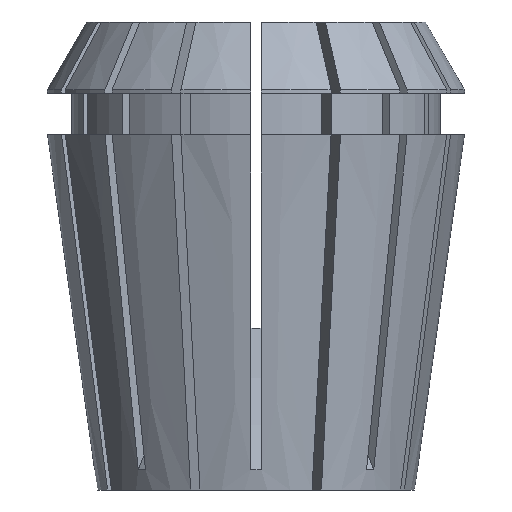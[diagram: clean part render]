
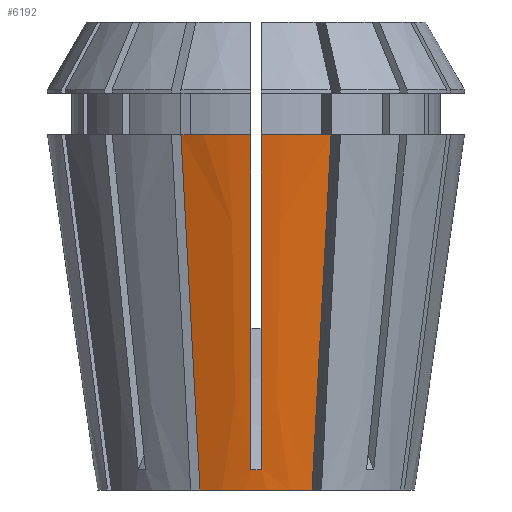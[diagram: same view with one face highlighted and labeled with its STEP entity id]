
A CAD part, left-side view. The second image highlights one B-rep face of the part: STEP entity #6192.
In plain terms, the highlighted conical face has half-angle 8 degrees and reference radius 15.595 mm.
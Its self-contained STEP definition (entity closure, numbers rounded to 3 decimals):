
#108 = DIRECTION ( 'NONE',  ( -1., 0., 0. ) ) ;
#174 = CARTESIAN_POINT ( 'NONE',  ( -16.191, 0.5, 4.29 ) ) ;
#226 = CIRCLE ( 'NONE', #2354, 20.5 ) ;
#231 = CARTESIAN_POINT ( 'NONE',  ( -18.83, 0.5, 23.065 ) ) ;
#251 = CARTESIAN_POINT ( 'NONE',  ( -15.87, 0.5, 2.01 ) ) ;
#266 = AXIS2_PLACEMENT_3D ( 'NONE', #4658, #746, #2730 ) ;
#270 = CARTESIAN_POINT ( 'NONE',  ( -15.87, 0.5, 2.01 ) ) ;
#734 = FACE_OUTER_BOUND ( 'NONE', #1293, .T. ) ;
#746 = DIRECTION ( 'NONE',  ( 0., 0., 1. ) ) ;
#794 = B_SPLINE_CURVE_WITH_KNOTS ( 'NONE', 3,
 ( #6268, #916, #2379, #4289 ),
 .UNSPECIFIED., .F., .F.,
 ( 4, 4 ),
 ( 0., 0.035 ),
 .UNSPECIFIED. ) ;
#829 = AXIS2_PLACEMENT_3D ( 'NONE', #1594, #4535, #108 ) ;
#916 = CARTESIAN_POINT ( 'NONE',  ( -17.615, 6.755, 23.267 ) ) ;
#977 = CIRCLE ( 'NONE', #829, 20.5 ) ;
#1156 = CARTESIAN_POINT ( 'NONE',  ( -20.38, 0.5, 34.084 ) ) ;
#1158 = CARTESIAN_POINT ( 'NONE',  ( -15.87, -0.5, 2.01 ) ) ;
#1292 = B_SPLINE_CURVE_WITH_KNOTS ( 'NONE', 3,
 ( #4417, #2013, #3493, #4513, #4986, #1549, #3033, #3008, #3540, #1158 ),
 .UNSPECIFIED., .F., .F.,
 ( 4, 3, 3, 4 ),
 ( 0.076, 0.079, 0.107, 0.109 ),
 .UNSPECIFIED. ) ;
#1293 = EDGE_LOOP ( 'NONE', ( #1516, #4503, #1592, #5338, #2758, #2673, #3063, #5712 ) ) ;
#1321 = B_SPLINE_CURVE_WITH_KNOTS ( 'NONE', 3,
 ( #2564, #1156, #4067, #3054, #231, #4980, #174, #3536, #4028, #251 ),
 .UNSPECIFIED., .F., .F.,
 ( 4, 3, 3, 4 ),
 ( 0.076, 0.079, 0.107, 0.109 ),
 .UNSPECIFIED. ) ;
#1516 = ORIENTED_EDGE ( 'NONE', *, *, #4779, .T. ) ;
#1549 = CARTESIAN_POINT ( 'NONE',  ( -17.511, -0.5, 13.678 ) ) ;
#1552 = VERTEX_POINT ( 'NONE', #270 ) ;
#1592 = ORIENTED_EDGE ( 'NONE', *, *, #4058, .F. ) ;
#1594 = CARTESIAN_POINT ( 'NONE',  ( 0., 0., 34.9 ) ) ;
#1671 = CARTESIAN_POINT ( 'NONE',  ( 0., 0., 0. ) ) ;
#1752 = DIRECTION ( 'NONE',  ( -1., 0., 0. ) ) ;
#2013 = CARTESIAN_POINT ( 'NONE',  ( -20.38, -0.5, 34.084 ) ) ;
#2154 = VERTEX_POINT ( 'NONE', #3868 ) ;
#2215 = CARTESIAN_POINT ( 'NONE',  ( -19.126, -7.381, 34.9 ) ) ;
#2252 = EDGE_CURVE ( 'NONE', #3191, #1552, #1321, .T. ) ;
#2354 = AXIS2_PLACEMENT_3D ( 'NONE', #6245, #4378, #2836 ) ;
#2379 = CARTESIAN_POINT ( 'NONE',  ( -16.104, 6.129, 11.633 ) ) ;
#2493 = VERTEX_POINT ( 'NONE', #5458 ) ;
#2535 = AXIS2_PLACEMENT_3D ( 'NONE', #1671, #5625, #1752 ) ;
#2564 = CARTESIAN_POINT ( 'NONE',  ( -20.494, 0.5, 34.9 ) ) ;
#2673 = ORIENTED_EDGE ( 'NONE', *, *, #5387, .T. ) ;
#2698 = CONICAL_SURFACE ( 'NONE', #266, 15.595, 0.14 ) ;
#2713 = EDGE_CURVE ( 'NONE', #1552, #5391, #3747, .T. ) ;
#2730 = DIRECTION ( 'NONE',  ( 1., 0., 0. ) ) ;
#2758 = ORIENTED_EDGE ( 'NONE', *, *, #5449, .T. ) ;
#2811 = CARTESIAN_POINT ( 'NONE',  ( -15.87, 0.5, 2.01 ) ) ;
#2836 = DIRECTION ( 'NONE',  ( -1., 0., 0. ) ) ;
#2839 = EDGE_CURVE ( 'NONE', #2154, #5555, #794, .T. ) ;
#2968 = CARTESIAN_POINT ( 'NONE',  ( -15.87, -0.5, 2.01 ) ) ;
#3008 = CARTESIAN_POINT ( 'NONE',  ( -16.084, -0.5, 3.53 ) ) ;
#3022 = CIRCLE ( 'NONE', #2535, 15.595 ) ;
#3033 = CARTESIAN_POINT ( 'NONE',  ( -16.191, -0.5, 4.29 ) ) ;
#3054 = CARTESIAN_POINT ( 'NONE',  ( -20.15, 0.5, 32.452 ) ) ;
#3063 = ORIENTED_EDGE ( 'NONE', *, *, #2713, .F. ) ;
#3144 = B_SPLINE_CURVE_WITH_KNOTS ( 'NONE', 3,
 ( #2215, #5615, #5142, #3193 ),
 .UNSPECIFIED., .F., .F.,
 ( 4, 4 ),
 ( 0., 0.035 ),
 .UNSPECIFIED. ) ;
#3191 = VERTEX_POINT ( 'NONE', #6086 ) ;
#3193 = CARTESIAN_POINT ( 'NONE',  ( -14.592, -5.503, 0. ) ) ;
#3296 = CARTESIAN_POINT ( 'NONE',  ( -15.879, -0.167, 1.997 ) ) ;
#3493 = CARTESIAN_POINT ( 'NONE',  ( -20.265, -0.5, 33.268 ) ) ;
#3536 = CARTESIAN_POINT ( 'NONE',  ( -16.084, 0.5, 3.53 ) ) ;
#3540 = CARTESIAN_POINT ( 'NONE',  ( -15.977, -0.5, 2.77 ) ) ;
#3747 = B_SPLINE_CURVE_WITH_KNOTS ( 'NONE', 3,
 ( #2811, #6158, #3296, #4753 ),
 .UNSPECIFIED., .F., .F.,
 ( 4, 4 ),
 ( 0., 0.001 ),
 .UNSPECIFIED. ) ;
#3868 = CARTESIAN_POINT ( 'NONE',  ( -19.126, 7.381, 34.9 ) ) ;
#3891 = VERTEX_POINT ( 'NONE', #5450 ) ;
#4028 = CARTESIAN_POINT ( 'NONE',  ( -15.977, 0.5, 2.77 ) ) ;
#4058 = EDGE_CURVE ( 'NONE', #5315, #5555, #3022, .T. ) ;
#4067 = CARTESIAN_POINT ( 'NONE',  ( -20.265, 0.5, 33.268 ) ) ;
#4161 = CARTESIAN_POINT ( 'NONE',  ( -14.592, 5.503, 0. ) ) ;
#4289 = CARTESIAN_POINT ( 'NONE',  ( -14.592, 5.503, 0. ) ) ;
#4378 = DIRECTION ( 'NONE',  ( 0., 0., -1. ) ) ;
#4417 = CARTESIAN_POINT ( 'NONE',  ( -20.494, -0.5, 34.9 ) ) ;
#4503 = ORIENTED_EDGE ( 'NONE', *, *, #2839, .T. ) ;
#4513 = CARTESIAN_POINT ( 'NONE',  ( -20.15, -0.5, 32.452 ) ) ;
#4535 = DIRECTION ( 'NONE',  ( 0., 0., -1. ) ) ;
#4658 = CARTESIAN_POINT ( 'NONE',  ( 0., 0., 0. ) ) ;
#4753 = CARTESIAN_POINT ( 'NONE',  ( -15.87, -0.5, 2.01 ) ) ;
#4779 = EDGE_CURVE ( 'NONE', #3191, #2154, #226, .T. ) ;
#4881 = CARTESIAN_POINT ( 'NONE',  ( -14.592, -5.503, 0. ) ) ;
#4980 = CARTESIAN_POINT ( 'NONE',  ( -17.511, 0.5, 13.678 ) ) ;
#4986 = CARTESIAN_POINT ( 'NONE',  ( -18.83, -0.5, 23.065 ) ) ;
#5122 = EDGE_CURVE ( 'NONE', #2493, #5315, #3144, .T. ) ;
#5142 = CARTESIAN_POINT ( 'NONE',  ( -16.104, -6.129, 11.633 ) ) ;
#5315 = VERTEX_POINT ( 'NONE', #4881 ) ;
#5338 = ORIENTED_EDGE ( 'NONE', *, *, #5122, .F. ) ;
#5387 = EDGE_CURVE ( 'NONE', #3891, #5391, #1292, .T. ) ;
#5391 = VERTEX_POINT ( 'NONE', #2968 ) ;
#5449 = EDGE_CURVE ( 'NONE', #2493, #3891, #977, .T. ) ;
#5450 = CARTESIAN_POINT ( 'NONE',  ( -20.494, -0.5, 34.9 ) ) ;
#5458 = CARTESIAN_POINT ( 'NONE',  ( -19.126, -7.381, 34.9 ) ) ;
#5555 = VERTEX_POINT ( 'NONE', #4161 ) ;
#5615 = CARTESIAN_POINT ( 'NONE',  ( -17.615, -6.755, 23.267 ) ) ;
#5625 = DIRECTION ( 'NONE',  ( 0., 0., -1. ) ) ;
#5712 = ORIENTED_EDGE ( 'NONE', *, *, #2252, .F. ) ;
#6086 = CARTESIAN_POINT ( 'NONE',  ( -20.494, 0.5, 34.9 ) ) ;
#6158 = CARTESIAN_POINT ( 'NONE',  ( -15.879, 0.167, 1.997 ) ) ;
#6192 = ADVANCED_FACE ( 'NONE', ( #734 ), #2698, .T. ) ;
#6245 = CARTESIAN_POINT ( 'NONE',  ( 0., 0., 34.9 ) ) ;
#6268 = CARTESIAN_POINT ( 'NONE',  ( -19.126, 7.381, 34.9 ) ) ;
